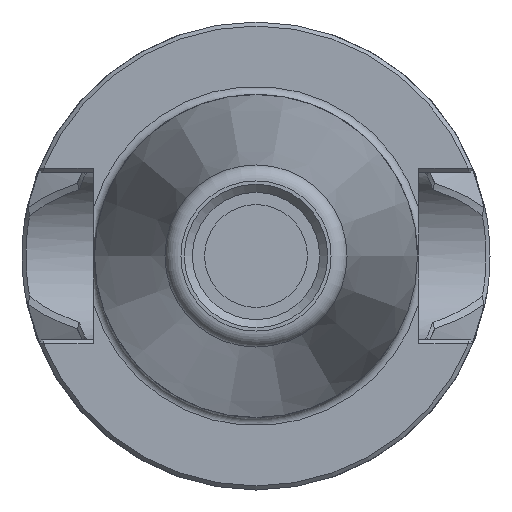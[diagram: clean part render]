
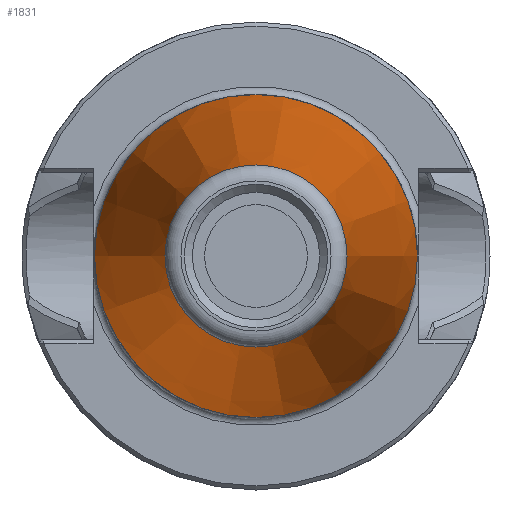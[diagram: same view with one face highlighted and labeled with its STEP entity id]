
A CAD part, left-side view. The second image highlights one B-rep face of the part: STEP entity #1831.
In plain terms, the highlighted conical face has half-angle 8.374 degrees and reference radius 12.312 mm.
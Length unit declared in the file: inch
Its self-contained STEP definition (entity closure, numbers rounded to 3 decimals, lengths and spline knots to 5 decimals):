
#364=CONICAL_SURFACE('',#1983,0.48474,8.374);
#401=FACE_BOUND('',#564,.T.);
#443=FACE_OUTER_BOUND('',#563,.T.);
#563=EDGE_LOOP('',(#1308));
#564=EDGE_LOOP('',(#1309));
#660=CIRCLE('',#1969,0.625);
#666=CIRCLE('',#1982,0.35235);
#748=VERTEX_POINT('',#2603);
#754=VERTEX_POINT('',#2622);
#960=EDGE_CURVE('',#748,#748,#660,.T.);
#966=EDGE_CURVE('',#754,#754,#666,.T.);
#1308=ORIENTED_EDGE('',*,*,#960,.T.);
#1309=ORIENTED_EDGE('',*,*,#966,.F.);
#1831=ADVANCED_FACE('',(#443,#401),#364,.T.);
#1969=AXIS2_PLACEMENT_3D('',#2604,#2219,#2220);
#1982=AXIS2_PLACEMENT_3D('',#2623,#2245,#2246);
#1983=AXIS2_PLACEMENT_3D('',#2624,#2247,#2248);
#2219=DIRECTION('center_axis',(-1.,0.,0.));
#2220=DIRECTION('ref_axis',(0.,0.,1.));
#2245=DIRECTION('center_axis',(-1.,0.,0.));
#2246=DIRECTION('ref_axis',(0.,1.,0.));
#2247=DIRECTION('center_axis',(1.,0.,0.));
#2248=DIRECTION('ref_axis',(0.,-1.,0.));
#2603=CARTESIAN_POINT('',(1.90551,-0.625,0.));
#2604=CARTESIAN_POINT('Origin',(1.90551,0.,0.));
#2622=CARTESIAN_POINT('',(0.0534,-0.35235,0.));
#2623=CARTESIAN_POINT('Origin',(0.0534,0.,0.));
#2624=CARTESIAN_POINT('Origin',(0.95276,0.,0.));
